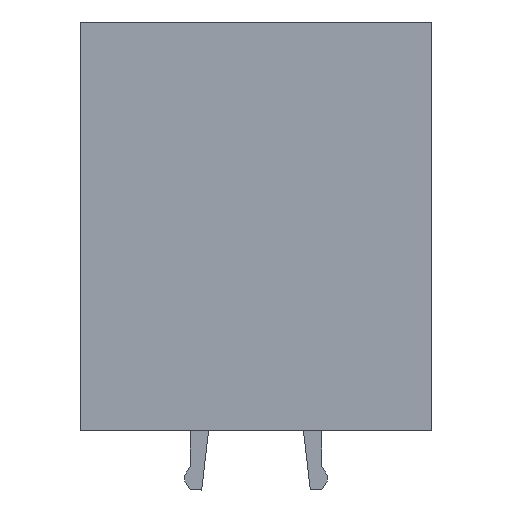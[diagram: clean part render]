
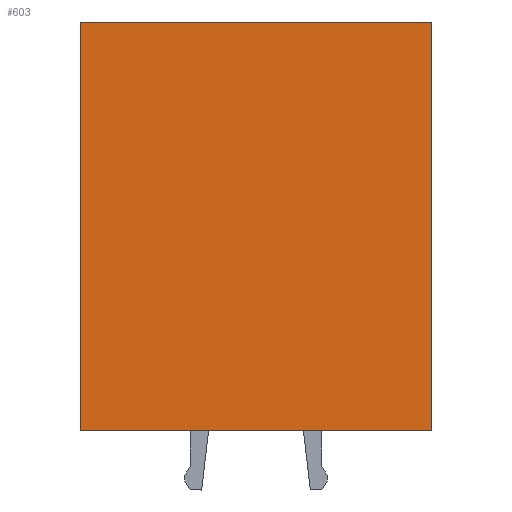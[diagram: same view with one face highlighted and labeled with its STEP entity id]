
A CAD part, top view. The second image highlights one B-rep face of the part: STEP entity #603.
In plain terms, the highlighted free-form (B-spline) face has degree [1, 1] with [2, 2] control points.
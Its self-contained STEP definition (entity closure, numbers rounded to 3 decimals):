
#568=CARTESIAN_POINT('F21',(-13.2,-6.245,
   0.8));
#569=CARTESIAN_POINT('F21',(13.2,-6.245,
   0.8));
#570=CARTESIAN_POINT('F21',(-13.2,28.845,
   0.8));
#571=CARTESIAN_POINT('F21',(13.2,28.845,
   0.8));
#572=QUASI_UNIFORM_SURFACE('F21',1,1,((#568,#570),(#569,#571)),
   .PLANE_SURF.,.F.,.F.,.U.);
#573=CARTESIAN_POINT('V8',(12.0,-0.604,0.8)
   );
#574=VERTEX_POINT('V8',#573);
#575=CARTESIAN_POINT('V3',(-12.0,-0.604,
   0.8));
#576=VERTEX_POINT('V3',#575);
#577=CARTESIAN_POINT('E56',(12.0,-0.604,
   0.8));
#578=CARTESIAN_POINT('E56',(-12.0,-0.604,
   0.8));
#579=QUASI_UNIFORM_CURVE('E56',1,(#577,#578),.POLYLINE_FORM.,.F.,.U.
   );
#580=EDGE_CURVE('E56',#574,#576,#579,.T.);
#581=ORIENTED_EDGE('E56',*,*,#580,.F.);
#582=CARTESIAN_POINT('V6',(12.0,27.25,0.8)
   );
#583=VERTEX_POINT('V6',#582);
#584=CARTESIAN_POINT('E9',(12.0,27.25,0.8)
   );
#585=CARTESIAN_POINT('E9',(12.0,-0.604,0.8)
   );
#586=B_SPLINE_CURVE_WITH_KNOTS('E9',1,(#584,#585),.POLYLINE_FORM.,
   .F.,.U.,(2,2),(0.0,3.277),.UNSPECIFIED.);
#587=EDGE_CURVE('E9',#583,#574,#586,.T.);
#588=ORIENTED_EDGE('E9',*,*,#587,.F.);
#589=CARTESIAN_POINT('V4',(-12.0,27.25,
   0.8));
#590=VERTEX_POINT('V4',#589);
#591=CARTESIAN_POINT('E6',(-12.0,27.25,
   0.8));
#592=CARTESIAN_POINT('E6',(12.0,27.25,0.8)
   );
#593=B_SPLINE_CURVE_WITH_KNOTS('E6',1,(#591,#592),.POLYLINE_FORM.,
   .F.,.U.,(2,2),(0.0,2.824),.UNSPECIFIED.);
#594=EDGE_CURVE('E6',#590,#583,#593,.T.);
#595=ORIENTED_EDGE('E6',*,*,#594,.F.);
#596=CARTESIAN_POINT('E3',(-12.0,-0.604,
   0.8));
#597=CARTESIAN_POINT('E3',(-12.0,27.25,
   0.8));
#598=B_SPLINE_CURVE_WITH_KNOTS('E3',1,(#596,#597),.POLYLINE_FORM.,
   .F.,.U.,(2,2),(0.0,3.277),.UNSPECIFIED.);
#599=EDGE_CURVE('E3',#576,#590,#598,.T.);
#600=ORIENTED_EDGE('E3',*,*,#599,.F.);
#601=EDGE_LOOP('F21',(#581,#588,#595,#600));
#602=FACE_OUTER_BOUND('F21',#601,.T.);
#603=ADVANCED_FACE('F21',(#602),#572,.T.);
